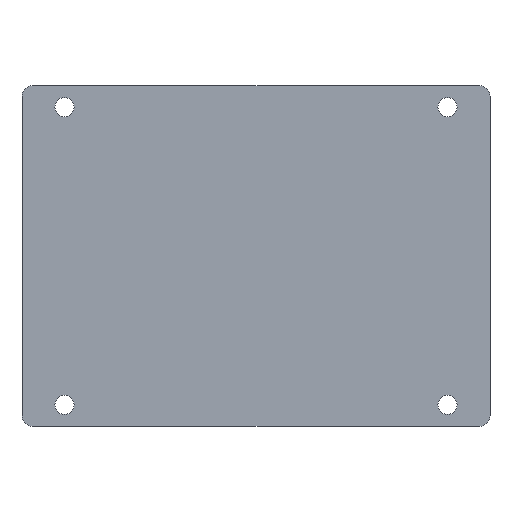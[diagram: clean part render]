
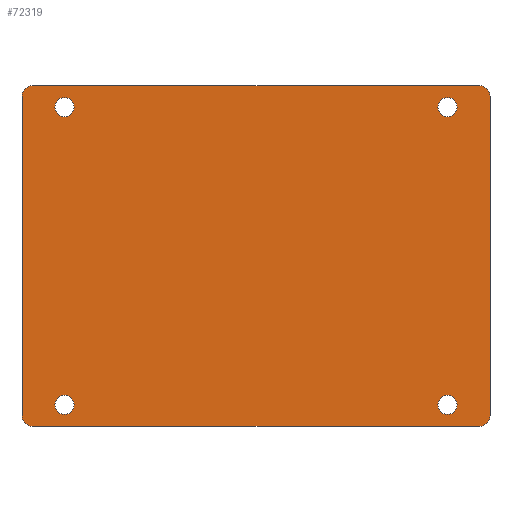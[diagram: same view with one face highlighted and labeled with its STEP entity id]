
A CAD part, front view. The second image highlights one B-rep face of the part: STEP entity #72319.
In plain terms, the highlighted face is planar.
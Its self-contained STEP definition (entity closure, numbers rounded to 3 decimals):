
#361 = CARTESIAN_POINT ( 'NONE',  ( -105., -75., 41. ) ) ;
#584 = EDGE_CURVE ( 'NONE', #51150, #4798, #69786, .T. ) ;
#1510 = VECTOR ( 'NONE', #47286, 1000. ) ;
#1708 = CIRCLE ( 'NONE', #20527, 5. ) ;
#2561 = CARTESIAN_POINT ( 'NONE',  ( -105., 75., 41. ) ) ;
#2966 = VERTEX_POINT ( 'NONE', #22987 ) ;
#3325 = DIRECTION ( 'NONE',  ( 0., 0., 1. ) ) ;
#3478 = CARTESIAN_POINT ( 'NONE',  ( -110., -75., 41. ) ) ;
#3861 = AXIS2_PLACEMENT_3D ( 'NONE', #7807, #59587, #15406 ) ;
#4017 = CIRCLE ( 'NONE', #40297, 4.5 ) ;
#4019 = EDGE_LOOP ( 'NONE', ( #15090, #9379, #34264, #81326, #35652, #40521, #16661, #42141 ) ) ;
#4182 = EDGE_CURVE ( 'NONE', #68349, #13019, #46951, .T. ) ;
#4798 = VERTEX_POINT ( 'NONE', #62438 ) ;
#5489 = DIRECTION ( 'NONE',  ( -1., 0., 0. ) ) ;
#6048 = VERTEX_POINT ( 'NONE', #13171 ) ;
#7661 = DIRECTION ( 'NONE',  ( -1., 0., 0. ) ) ;
#7807 = CARTESIAN_POINT ( 'NONE',  ( 90., -70., 41. ) ) ;
#8362 = VERTEX_POINT ( 'NONE', #19294 ) ;
#8802 = CIRCLE ( 'NONE', #15548, 4.5 ) ;
#9005 = CARTESIAN_POINT ( 'NONE',  ( -110., 80., 41. ) ) ;
#9379 = ORIENTED_EDGE ( 'NONE', *, *, #10794, .T. ) ;
#9519 = DIRECTION ( 'NONE',  ( -1., 0., 0. ) ) ;
#9948 = CARTESIAN_POINT ( 'NONE',  ( 90., -70., 41. ) ) ;
#10794 = EDGE_CURVE ( 'NONE', #12217, #68349, #1708, .T. ) ;
#10811 = EDGE_CURVE ( 'NONE', #27640, #22034, #13801, .T. ) ;
#11439 = AXIS2_PLACEMENT_3D ( 'NONE', #61004, #13577, #7661 ) ;
#12217 = VERTEX_POINT ( 'NONE', #71430 ) ;
#12275 = CIRCLE ( 'NONE', #23062, 4.5 ) ;
#13019 = VERTEX_POINT ( 'NONE', #32101 ) ;
#13097 = EDGE_CURVE ( 'NONE', #22034, #27640, #26227, .T. ) ;
#13171 = CARTESIAN_POINT ( 'NONE',  ( 94.5, 70., 41. ) ) ;
#13577 = DIRECTION ( 'NONE',  ( 0., 0., 1. ) ) ;
#13801 = CIRCLE ( 'NONE', #47415, 4.5 ) ;
#14789 = DIRECTION ( 'NONE',  ( 0., 0., 1. ) ) ;
#14823 = FACE_BOUND ( 'NONE', #37541, .T. ) ;
#15090 = ORIENTED_EDGE ( 'NONE', *, *, #47120, .T. ) ;
#15406 = DIRECTION ( 'NONE',  ( -1., 0., 0. ) ) ;
#15548 = AXIS2_PLACEMENT_3D ( 'NONE', #21594, #73756, #48471 ) ;
#16475 = CARTESIAN_POINT ( 'NONE',  ( -105., -80., 41. ) ) ;
#16661 = ORIENTED_EDGE ( 'NONE', *, *, #41243, .T. ) ;
#18478 = EDGE_CURVE ( 'NONE', #8362, #20021, #77477, .T. ) ;
#19294 = CARTESIAN_POINT ( 'NONE',  ( 105., 80., 41. ) ) ;
#19755 = CARTESIAN_POINT ( 'NONE',  ( 85.5, 70., 41. ) ) ;
#20021 = VERTEX_POINT ( 'NONE', #28917 ) ;
#20527 = AXIS2_PLACEMENT_3D ( 'NONE', #35020, #22832, #35853 ) ;
#21336 = CARTESIAN_POINT ( 'NONE',  ( 110., 80., 41. ) ) ;
#21451 = DIRECTION ( 'NONE',  ( 1., 0., 0. ) ) ;
#21594 = CARTESIAN_POINT ( 'NONE',  ( -90., 70., 41. ) ) ;
#22030 = CARTESIAN_POINT ( 'NONE',  ( -90., -70., 41. ) ) ;
#22034 = VERTEX_POINT ( 'NONE', #69098 ) ;
#22526 = DIRECTION ( 'NONE',  ( 1., 0., 0. ) ) ;
#22832 = DIRECTION ( 'NONE',  ( 0., 0., 1. ) ) ;
#22987 = CARTESIAN_POINT ( 'NONE',  ( -94.5, 70., 41. ) ) ;
#23062 = AXIS2_PLACEMENT_3D ( 'NONE', #61618, #35554, #22526 ) ;
#23161 = CARTESIAN_POINT ( 'NONE',  ( -110., 75., 41. ) ) ;
#23283 = EDGE_LOOP ( 'NONE', ( #57527, #59102 ) ) ;
#23427 = DIRECTION ( 'NONE',  ( 0., 0., 1. ) ) ;
#23485 = EDGE_CURVE ( 'NONE', #78106, #6048, #12275, .T. ) ;
#24900 = VERTEX_POINT ( 'NONE', #3478 ) ;
#26227 = CIRCLE ( 'NONE', #11439, 4.5 ) ;
#27469 = FACE_BOUND ( 'NONE', #72935, .T. ) ;
#27640 = VERTEX_POINT ( 'NONE', #45009 ) ;
#27860 = DIRECTION ( 'NONE',  ( 0., 0., 1. ) ) ;
#28414 = ORIENTED_EDGE ( 'NONE', *, *, #584, .F. ) ;
#28917 = CARTESIAN_POINT ( 'NONE',  ( -105., 80., 41. ) ) ;
#31016 = EDGE_CURVE ( 'NONE', #20021, #74660, #67032, .T. ) ;
#32025 = VERTEX_POINT ( 'NONE', #63673 ) ;
#32101 = CARTESIAN_POINT ( 'NONE',  ( 110., 75., 41. ) ) ;
#32349 = EDGE_CURVE ( 'NONE', #13019, #8362, #38930, .T. ) ;
#32686 = EDGE_CURVE ( 'NONE', #2966, #32025, #4017, .T. ) ;
#33764 = FACE_BOUND ( 'NONE', #23283, .T. ) ;
#34180 = PLANE ( 'NONE',  #35494 ) ;
#34264 = ORIENTED_EDGE ( 'NONE', *, *, #4182, .T. ) ;
#34476 = CARTESIAN_POINT ( 'NONE',  ( -90., 70., 41. ) ) ;
#35020 = CARTESIAN_POINT ( 'NONE',  ( 105., -75., 41. ) ) ;
#35494 = AXIS2_PLACEMENT_3D ( 'NONE', #42928, #55181, #67846 ) ;
#35554 = DIRECTION ( 'NONE',  ( 0., 0., 1. ) ) ;
#35652 = ORIENTED_EDGE ( 'NONE', *, *, #18478, .T. ) ;
#35811 = CARTESIAN_POINT ( 'NONE',  ( 105., 75., 41. ) ) ;
#35853 = DIRECTION ( 'NONE',  ( 1., 0., 0. ) ) ;
#35971 = CIRCLE ( 'NONE', #65546, 5. ) ;
#37541 = EDGE_LOOP ( 'NONE', ( #70700, #28414 ) ) ;
#38529 = ORIENTED_EDGE ( 'NONE', *, *, #13097, .F. ) ;
#38930 = CIRCLE ( 'NONE', #71145, 5. ) ;
#40297 = AXIS2_PLACEMENT_3D ( 'NONE', #34476, #3325, #21451 ) ;
#40420 = CIRCLE ( 'NONE', #80776, 4.5 ) ;
#40521 = ORIENTED_EDGE ( 'NONE', *, *, #31016, .T. ) ;
#41243 = EDGE_CURVE ( 'NONE', #74660, #24900, #48114, .T. ) ;
#41821 = CARTESIAN_POINT ( 'NONE',  ( 90., 70., 41. ) ) ;
#42141 = ORIENTED_EDGE ( 'NONE', *, *, #56342, .T. ) ;
#42928 = CARTESIAN_POINT ( 'NONE',  ( 0., 0., 41. ) ) ;
#43214 = EDGE_CURVE ( 'NONE', #6048, #78106, #40420, .T. ) ;
#43706 = DIRECTION ( 'NONE',  ( 1., 0., 0. ) ) ;
#45009 = CARTESIAN_POINT ( 'NONE',  ( -94.5, -70., 41. ) ) ;
#46951 = LINE ( 'NONE', #21336, #82391 ) ;
#47120 = EDGE_CURVE ( 'NONE', #78845, #12217, #64758, .T. ) ;
#47286 = DIRECTION ( 'NONE',  ( 0., -1., 0. ) ) ;
#47415 = AXIS2_PLACEMENT_3D ( 'NONE', #22030, #67869, #80492 ) ;
#48114 = LINE ( 'NONE', #9005, #1510 ) ;
#48471 = DIRECTION ( 'NONE',  ( 1., 0., 0. ) ) ;
#51150 = VERTEX_POINT ( 'NONE', #56476 ) ;
#51849 = ORIENTED_EDGE ( 'NONE', *, *, #10811, .F. ) ;
#52798 = VECTOR ( 'NONE', #43706, 1000. ) ;
#55162 = DIRECTION ( 'NONE',  ( 1., 0., 0. ) ) ;
#55181 = DIRECTION ( 'NONE',  ( 0., 0., 1. ) ) ;
#56342 = EDGE_CURVE ( 'NONE', #24900, #78845, #35971, .T. ) ;
#56476 = CARTESIAN_POINT ( 'NONE',  ( 94.5, -70., 41. ) ) ;
#56608 = CARTESIAN_POINT ( 'NONE',  ( 110., -75., 41. ) ) ;
#56727 = ORIENTED_EDGE ( 'NONE', *, *, #43214, .F. ) ;
#57527 = ORIENTED_EDGE ( 'NONE', *, *, #32686, .F. ) ;
#58433 = CARTESIAN_POINT ( 'NONE',  ( -110., -80., 41. ) ) ;
#58555 = ORIENTED_EDGE ( 'NONE', *, *, #23485, .F. ) ;
#59102 = ORIENTED_EDGE ( 'NONE', *, *, #75282, .F. ) ;
#59587 = DIRECTION ( 'NONE',  ( 0., 0., 1. ) ) ;
#61004 = CARTESIAN_POINT ( 'NONE',  ( -90., -70., 41. ) ) ;
#61618 = CARTESIAN_POINT ( 'NONE',  ( 90., 70., 41. ) ) ;
#62438 = CARTESIAN_POINT ( 'NONE',  ( 85.5, -70., 41. ) ) ;
#62726 = EDGE_LOOP ( 'NONE', ( #58555, #56727 ) ) ;
#62832 = AXIS2_PLACEMENT_3D ( 'NONE', #9948, #23427, #9519 ) ;
#63673 = CARTESIAN_POINT ( 'NONE',  ( -85.5, 70., 41. ) ) ;
#64758 = LINE ( 'NONE', #58433, #52798 ) ;
#65525 = DIRECTION ( 'NONE',  ( 0., 1., 0. ) ) ;
#65546 = AXIS2_PLACEMENT_3D ( 'NONE', #361, #71882, #77397 ) ;
#66166 = DIRECTION ( 'NONE',  ( 1., 0., 0. ) ) ;
#66611 = FACE_OUTER_BOUND ( 'NONE', #4019, .T. ) ;
#67032 = CIRCLE ( 'NONE', #73741, 5. ) ;
#67553 = DIRECTION ( 'NONE',  ( 1., 0., 0. ) ) ;
#67846 = DIRECTION ( 'NONE',  ( 1., 0., 0. ) ) ;
#67869 = DIRECTION ( 'NONE',  ( 0., 0., 1. ) ) ;
#68349 = VERTEX_POINT ( 'NONE', #56608 ) ;
#69098 = CARTESIAN_POINT ( 'NONE',  ( -85.5, -70., 41. ) ) ;
#69786 = CIRCLE ( 'NONE', #3861, 4.5 ) ;
#70700 = ORIENTED_EDGE ( 'NONE', *, *, #79760, .F. ) ;
#70738 = CARTESIAN_POINT ( 'NONE',  ( -110., 80., 41. ) ) ;
#71145 = AXIS2_PLACEMENT_3D ( 'NONE', #35811, #27860, #55162 ) ;
#71430 = CARTESIAN_POINT ( 'NONE',  ( 105., -80., 41. ) ) ;
#71882 = DIRECTION ( 'NONE',  ( 0., 0., 1. ) ) ;
#72252 = CIRCLE ( 'NONE', #62832, 4.5 ) ;
#72319 = ADVANCED_FACE ( 'NONE', ( #27469, #33764, #66611, #79214, #14823 ), #34180, .T. ) ;
#72935 = EDGE_LOOP ( 'NONE', ( #51849, #38529 ) ) ;
#73741 = AXIS2_PLACEMENT_3D ( 'NONE', #2561, #14789, #66166 ) ;
#73756 = DIRECTION ( 'NONE',  ( 0., 0., 1. ) ) ;
#74191 = VECTOR ( 'NONE', #5489, 1000. ) ;
#74265 = DIRECTION ( 'NONE',  ( 0., 0., 1. ) ) ;
#74660 = VERTEX_POINT ( 'NONE', #23161 ) ;
#75282 = EDGE_CURVE ( 'NONE', #32025, #2966, #8802, .T. ) ;
#77397 = DIRECTION ( 'NONE',  ( 1., 0., 0. ) ) ;
#77477 = LINE ( 'NONE', #70738, #74191 ) ;
#78106 = VERTEX_POINT ( 'NONE', #19755 ) ;
#78845 = VERTEX_POINT ( 'NONE', #16475 ) ;
#79214 = FACE_BOUND ( 'NONE', #62726, .T. ) ;
#79760 = EDGE_CURVE ( 'NONE', #4798, #51150, #72252, .T. ) ;
#80492 = DIRECTION ( 'NONE',  ( -1., 0., 0. ) ) ;
#80776 = AXIS2_PLACEMENT_3D ( 'NONE', #41821, #74265, #67553 ) ;
#81326 = ORIENTED_EDGE ( 'NONE', *, *, #32349, .T. ) ;
#82391 = VECTOR ( 'NONE', #65525, 1000. ) ;
